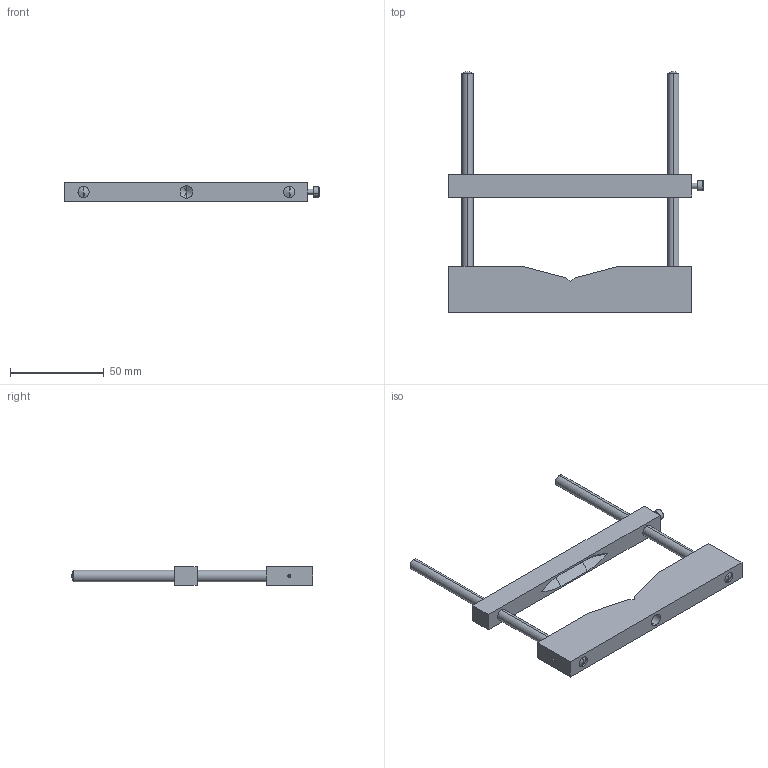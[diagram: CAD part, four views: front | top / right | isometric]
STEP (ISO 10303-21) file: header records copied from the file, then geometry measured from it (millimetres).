
FILE_DESCRIPTION (( 'STEP AP214' ), '1' );
FILE_NAME ('SH-101-100-010_00.STEP', '2024-11-28T13:05:11', ( '' ), ( '' ), 'SwSTEP 2.0', 'SolidWorks 2022', '' );
FILE_SCHEMA (( 'AUTOMOTIVE_DESIGN' ));
Length unit declared in the file: millimetre
Products named in the file (6): socket head cap screw_din_DIN 912 M3 x 10 --- 10N; SH-101-100-010_00; SH-101-100-120_00; SH-101-100-130_00; slotted set screw cone point_din_DIN EN 27434 - M2 x 6-N; SH-101-100-110_00
Assembly tree (7 placements, depth 2):
  SH-101-100-010_00
    SH-101-100-110_00
    SH-101-100-130_00  x2
    SH-101-100-120_00
    slotted set screw cone point_din_DIN EN 27434 - M2 x 6-N  x2
    socket head cap screw_din_DIN 912 M3 x 10 --- 10N
Bounding box: 136 x 129.18 x 10 mm (x, y, z)
Volume: 50226.4 mm3; surface area: 22204.6 mm2
Topology: 7 solids, 7 shells, 112 faces, 269 edges, 159 vertices
Faces by surface type: plane 52, cylinder 28, cone 28, torus 4
Entity records: 3181 total; most frequent: CARTESIAN_POINT 620, DIRECTION 481, ORIENTED_EDGE 434, EDGE_CURVE 217, AXIS2_PLACEMENT_3D 173, VERTEX_POINT 136, VECTOR 135, LINE 135
